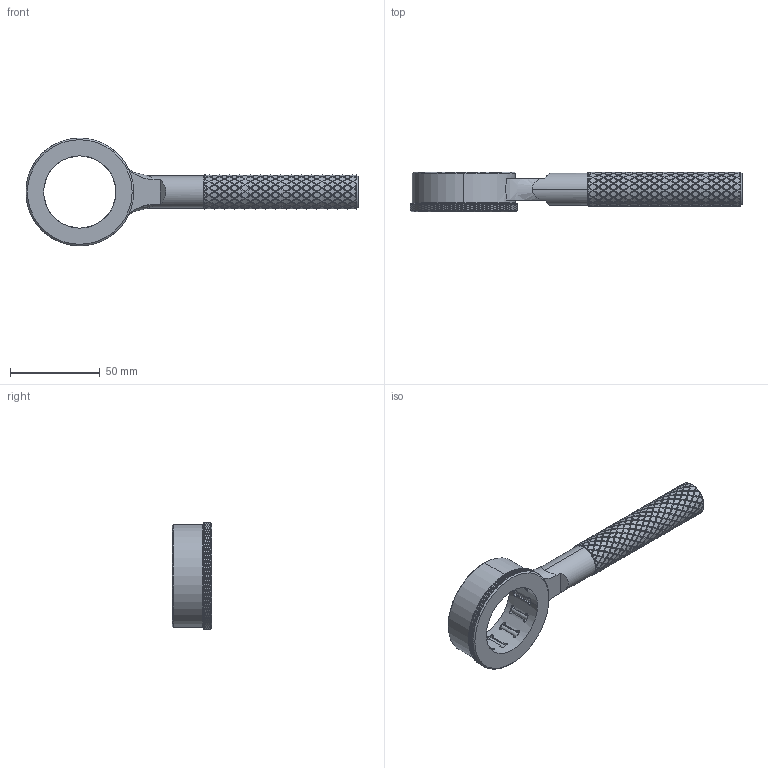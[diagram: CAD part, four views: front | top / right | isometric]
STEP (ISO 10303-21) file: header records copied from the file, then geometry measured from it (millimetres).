
FILE_DESCRIPTION (( 'STEP AP203' ), '1' );
FILE_NAME ('102-S182.0400.STEP', '2019-04-16T07:11:10', ( 'Acer' ), ( '' ), 'SwSTEP 2.0', 'SolidWorks 2018', '' );
FILE_SCHEMA (( 'CONFIG_CONTROL_DESIGN' ));
Length unit declared in the file: millimetre
Products named in the file (1): 102-S182.0400
Bounding box: 185.25 x 22 x 60 mm (x, y, z)
Surface area: 23689.4 mm2 (no closed solid volume)
Topology: 0 solids, 21 shells, 3788 faces, 8554 edges, 4624 vertices
Faces by surface type: bspline 2793, cylinder 907, plane 72, cone 12, torus 4
Entity records: 337661 total; most frequent: CARTESIAN_POINT 287787, ORIENTED_EDGE 16172, EDGE_CURVE 8554, VERTEX_POINT 4624, EDGE_LOOP 3809, FACE_OUTER_BOUND 3788, ADVANCED_FACE 3788, DIRECTION 3311
